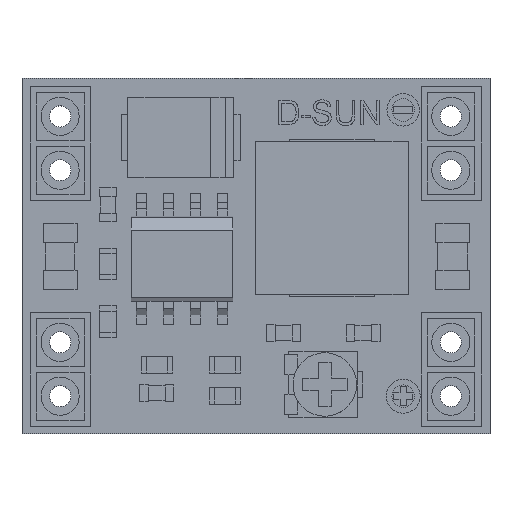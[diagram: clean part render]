
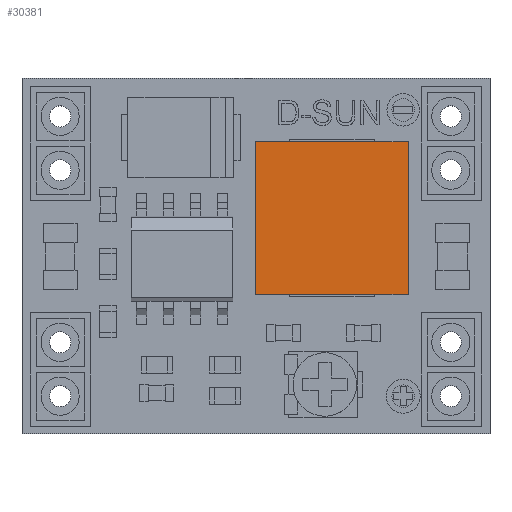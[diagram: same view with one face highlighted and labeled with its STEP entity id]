
A CAD part, top view. The second image highlights one B-rep face of the part: STEP entity #30381.
In plain terms, the highlighted planar face has unit normal (0, 0, 1).
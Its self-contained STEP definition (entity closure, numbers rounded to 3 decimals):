
#29724 = PLANE('',#29725);
#29725 = AXIS2_PLACEMENT_3D('',#29726,#29727,#29728);
#29726 = CARTESIAN_POINT('',(11.03,13.78,0.));
#29727 = DIRECTION('',(0.,1.,0.));
#29728 = DIRECTION('',(0.,0.,1.));
#29856 = PLANE('',#29857);
#29857 = AXIS2_PLACEMENT_3D('',#29858,#29859,#29860);
#29858 = CARTESIAN_POINT('',(11.03,6.58,0.));
#29859 = DIRECTION('',(1.,0.,0.));
#29860 = DIRECTION('',(0.,0.,1.));
#29884 = PLANE('',#29885);
#29885 = AXIS2_PLACEMENT_3D('',#29886,#29887,#29888);
#29886 = CARTESIAN_POINT('',(11.03,6.58,0.));
#29887 = DIRECTION('',(0.,1.,0.));
#29888 = DIRECTION('',(0.,0.,1.));
#29963 = PLANE('',#29964);
#29964 = AXIS2_PLACEMENT_3D('',#29965,#29966,#29967);
#29965 = CARTESIAN_POINT('',(18.23,6.58,0.));
#29966 = DIRECTION('',(1.,0.,0.));
#29967 = DIRECTION('',(0.,0.,1.));
#30023 = VERTEX_POINT('',#30024);
#30024 = CARTESIAN_POINT('',(11.03,13.78,3.));
#30045 = EDGE_CURVE('',#30023,#30046,#30048,.T.);
#30046 = VERTEX_POINT('',#30047);
#30047 = CARTESIAN_POINT('',(18.23,13.78,3.));
#30048 = SURFACE_CURVE('',#30049,(#30053,#30060),.PCURVE_S1.);
#30049 = LINE('',#30050,#30051);
#30050 = CARTESIAN_POINT('',(11.03,13.78,3.));
#30051 = VECTOR('',#30052,1.);
#30052 = DIRECTION('',(1.,0.,0.));
#30053 = PCURVE('',#29724,#30054);
#30054 = DEFINITIONAL_REPRESENTATION('',(#30055),#30059);
#30055 = LINE('',#30056,#30057);
#30056 = CARTESIAN_POINT('',(3.,0.));
#30057 = VECTOR('',#30058,1.);
#30058 = DIRECTION('',(0.,1.));
#30059 = ( GEOMETRIC_REPRESENTATION_CONTEXT(2) 
PARAMETRIC_REPRESENTATION_CONTEXT() REPRESENTATION_CONTEXT('2D SPACE',''
  ) );
#30060 = PCURVE('',#30061,#30066);
#30061 = PLANE('',#30062);
#30062 = AXIS2_PLACEMENT_3D('',#30063,#30064,#30065);
#30063 = CARTESIAN_POINT('',(11.03,6.58,3.));
#30064 = DIRECTION('',(0.,0.,1.));
#30065 = DIRECTION('',(1.,0.,0.));
#30066 = DEFINITIONAL_REPRESENTATION('',(#30067),#30071);
#30067 = LINE('',#30068,#30069);
#30068 = CARTESIAN_POINT('',(0.,7.2));
#30069 = VECTOR('',#30070,1.);
#30070 = DIRECTION('',(1.,0.));
#30071 = ( GEOMETRIC_REPRESENTATION_CONTEXT(2) 
PARAMETRIC_REPRESENTATION_CONTEXT() REPRESENTATION_CONTEXT('2D SPACE',''
  ) );
#30102 = VERTEX_POINT('',#30103);
#30103 = CARTESIAN_POINT('',(11.03,6.58,3.));
#30126 = EDGE_CURVE('',#30102,#30023,#30127,.T.);
#30127 = SURFACE_CURVE('',#30128,(#30132,#30139),.PCURVE_S1.);
#30128 = LINE('',#30129,#30130);
#30129 = CARTESIAN_POINT('',(11.03,6.58,3.));
#30130 = VECTOR('',#30131,1.);
#30131 = DIRECTION('',(0.,1.,0.));
#30132 = PCURVE('',#29856,#30133);
#30133 = DEFINITIONAL_REPRESENTATION('',(#30134),#30138);
#30134 = LINE('',#30135,#30136);
#30135 = CARTESIAN_POINT('',(3.,0.));
#30136 = VECTOR('',#30137,1.);
#30137 = DIRECTION('',(0.,-1.));
#30138 = ( GEOMETRIC_REPRESENTATION_CONTEXT(2) 
PARAMETRIC_REPRESENTATION_CONTEXT() REPRESENTATION_CONTEXT('2D SPACE',''
  ) );
#30139 = PCURVE('',#30061,#30140);
#30140 = DEFINITIONAL_REPRESENTATION('',(#30141),#30145);
#30141 = LINE('',#30142,#30143);
#30142 = CARTESIAN_POINT('',(0.,0.));
#30143 = VECTOR('',#30144,1.);
#30144 = DIRECTION('',(0.,1.));
#30145 = ( GEOMETRIC_REPRESENTATION_CONTEXT(2) 
PARAMETRIC_REPRESENTATION_CONTEXT() REPRESENTATION_CONTEXT('2D SPACE',''
  ) );
#30152 = EDGE_CURVE('',#30102,#30153,#30155,.T.);
#30153 = VERTEX_POINT('',#30154);
#30154 = CARTESIAN_POINT('',(18.23,6.58,3.));
#30155 = SURFACE_CURVE('',#30156,(#30160,#30167),.PCURVE_S1.);
#30156 = LINE('',#30157,#30158);
#30157 = CARTESIAN_POINT('',(11.03,6.58,3.));
#30158 = VECTOR('',#30159,1.);
#30159 = DIRECTION('',(1.,0.,0.));
#30160 = PCURVE('',#29884,#30161);
#30161 = DEFINITIONAL_REPRESENTATION('',(#30162),#30166);
#30162 = LINE('',#30163,#30164);
#30163 = CARTESIAN_POINT('',(3.,0.));
#30164 = VECTOR('',#30165,1.);
#30165 = DIRECTION('',(0.,1.));
#30166 = ( GEOMETRIC_REPRESENTATION_CONTEXT(2) 
PARAMETRIC_REPRESENTATION_CONTEXT() REPRESENTATION_CONTEXT('2D SPACE',''
  ) );
#30167 = PCURVE('',#30061,#30168);
#30168 = DEFINITIONAL_REPRESENTATION('',(#30169),#30173);
#30169 = LINE('',#30170,#30171);
#30170 = CARTESIAN_POINT('',(0.,0.));
#30171 = VECTOR('',#30172,1.);
#30172 = DIRECTION('',(1.,0.));
#30173 = ( GEOMETRIC_REPRESENTATION_CONTEXT(2) 
PARAMETRIC_REPRESENTATION_CONTEXT() REPRESENTATION_CONTEXT('2D SPACE',''
  ) );
#30361 = EDGE_CURVE('',#30153,#30046,#30362,.T.);
#30362 = SURFACE_CURVE('',#30363,(#30367,#30374),.PCURVE_S1.);
#30363 = LINE('',#30364,#30365);
#30364 = CARTESIAN_POINT('',(18.23,6.58,3.));
#30365 = VECTOR('',#30366,1.);
#30366 = DIRECTION('',(0.,1.,0.));
#30367 = PCURVE('',#29963,#30368);
#30368 = DEFINITIONAL_REPRESENTATION('',(#30369),#30373);
#30369 = LINE('',#30370,#30371);
#30370 = CARTESIAN_POINT('',(3.,0.));
#30371 = VECTOR('',#30372,1.);
#30372 = DIRECTION('',(0.,-1.));
#30373 = ( GEOMETRIC_REPRESENTATION_CONTEXT(2) 
PARAMETRIC_REPRESENTATION_CONTEXT() REPRESENTATION_CONTEXT('2D SPACE',''
  ) );
#30374 = PCURVE('',#30061,#30375);
#30375 = DEFINITIONAL_REPRESENTATION('',(#30376),#30380);
#30376 = LINE('',#30377,#30378);
#30377 = CARTESIAN_POINT('',(7.2,0.));
#30378 = VECTOR('',#30379,1.);
#30379 = DIRECTION('',(0.,1.));
#30380 = ( GEOMETRIC_REPRESENTATION_CONTEXT(2) 
PARAMETRIC_REPRESENTATION_CONTEXT() REPRESENTATION_CONTEXT('2D SPACE',''
  ) );
#30381 = ADVANCED_FACE('',(#30382),#30061,.T.);
#30382 = FACE_BOUND('',#30383,.T.);
#30383 = EDGE_LOOP('',(#30384,#30385,#30386,#30387));
#30384 = ORIENTED_EDGE('',*,*,#30126,.F.);
#30385 = ORIENTED_EDGE('',*,*,#30152,.T.);
#30386 = ORIENTED_EDGE('',*,*,#30361,.T.);
#30387 = ORIENTED_EDGE('',*,*,#30045,.F.);
